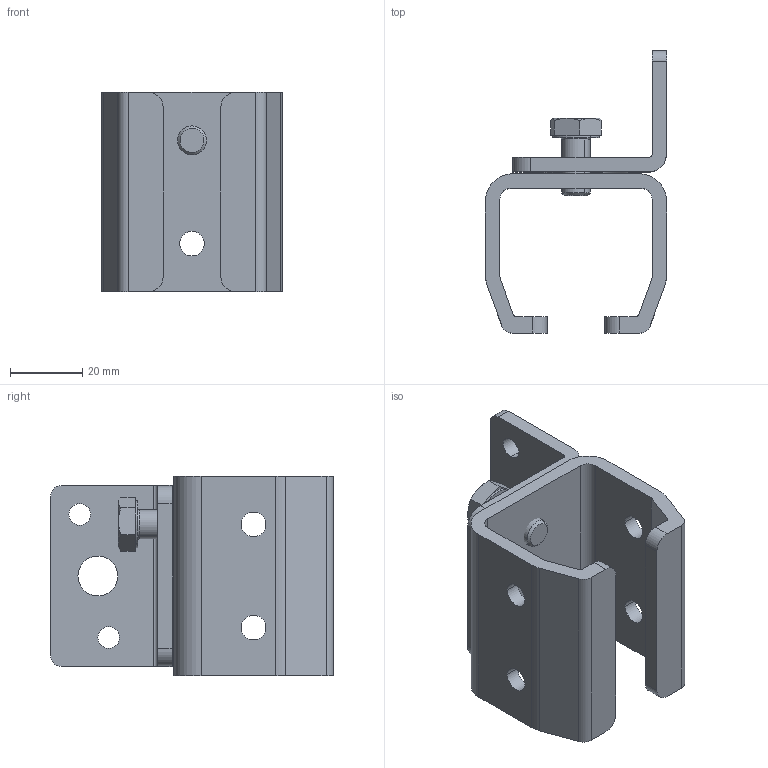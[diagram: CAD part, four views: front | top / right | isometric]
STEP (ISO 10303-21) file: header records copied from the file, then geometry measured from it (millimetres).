
FILE_DESCRIPTION (( 'STEP AP203' ), '1' );
FILE_NAME ('1.23.B01.STEP', '2017-05-08T07:22:18', ( '' ), ( '' ), 'SwSTEP 2.0', 'SolidWorks 2017', '' );
FILE_SCHEMA (( 'CONFIG_CONTROL_DESIGN' ));
Length unit declared in the file: millimetre
Products named in the file (1): 1.23.B01
Bounding box: 50 x 78 x 55 mm (x, y, z)
Volume: 45117.8 mm3; surface area: 26148 mm2
Topology: 3 solids, 3 shells, 116 faces, 291 edges, 188 vertices
Faces by surface type: cylinder 47, plane 47, cone 14, torus 8
Entity records: 3672 total; most frequent: CARTESIAN_POINT 664, DIRECTION 653, ORIENTED_EDGE 582, EDGE_CURVE 291, AXIS2_PLACEMENT_3D 257, VERTEX_POINT 188, EDGE_LOOP 145, CIRCLE 140
